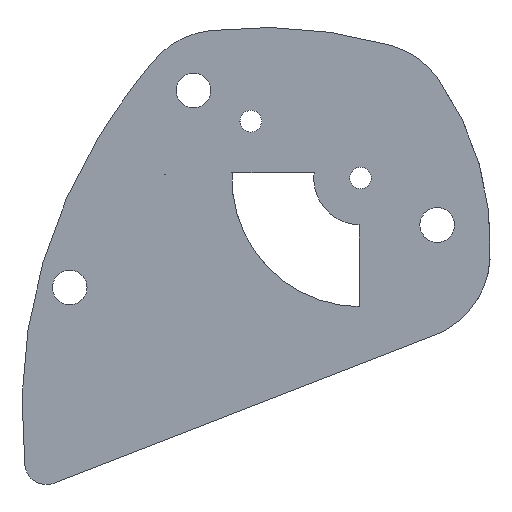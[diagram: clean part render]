
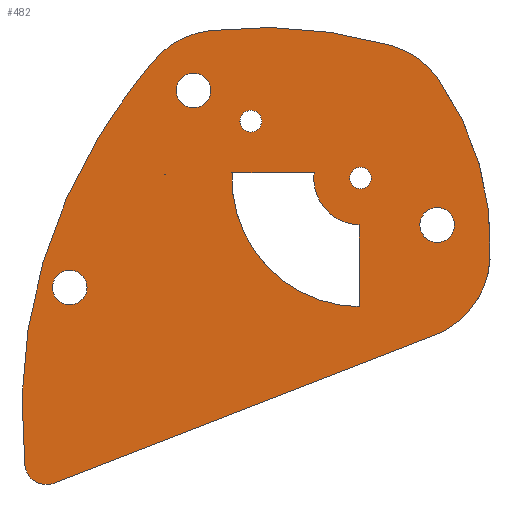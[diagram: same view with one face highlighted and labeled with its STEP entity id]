
A CAD part, front view. The second image highlights one B-rep face of the part: STEP entity #482.
In plain terms, the highlighted planar face has unit normal (-0.002, -1, 0).
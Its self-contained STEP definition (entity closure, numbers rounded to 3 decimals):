
#22=FACE_BOUND('',#93,.T.);
#23=FACE_BOUND('',#94,.T.);
#24=FACE_BOUND('',#95,.T.);
#25=FACE_BOUND('',#96,.T.);
#26=FACE_BOUND('',#97,.T.);
#27=FACE_BOUND('',#98,.T.);
#28=FACE_BOUND('',#99,.T.);
#37=PLANE('',#550);
#61=FACE_OUTER_BOUND('',#92,.T.);
#92=EDGE_LOOP('',(#422,#423,#424,#425,#426,#427,#428,#429,#430,#431));
#93=EDGE_LOOP('',(#432));
#94=EDGE_LOOP('',(#433));
#95=EDGE_LOOP('',(#434));
#96=EDGE_LOOP('',(#435));
#97=EDGE_LOOP('',(#436,#437,#438));
#98=EDGE_LOOP('',(#439));
#99=EDGE_LOOP('',(#440,#441,#442,#443));
#115=LINE('',#773,#151);
#118=LINE('',#781,#154);
#122=LINE('',#793,#158);
#124=LINE('',#797,#160);
#126=LINE('',#800,#162);
#130=LINE('',#815,#166);
#135=LINE('',#830,#171);
#151=VECTOR('',#626,10.);
#154=VECTOR('',#635,10.);
#158=VECTOR('',#649,10.);
#160=VECTOR('',#653,10.);
#162=VECTOR('',#657,10.);
#166=VECTOR('',#675,10.);
#171=VECTOR('',#694,10.);
#172=CIRCLE('',#498,4.);
#174=CIRCLE('',#501,20.);
#177=CIRCLE('',#505,65.414);
#190=CIRCLE('',#520,20.);
#191=CIRCLE('',#522,106.277);
#192=CIRCLE('',#524,20.);
#193=CIRCLE('',#527,29.662);
#194=CIRCLE('',#530,10.786);
#195=CIRCLE('',#532,4.);
#196=CIRCLE('',#537,2.5);
#197=CIRCLE('',#539,2.5);
#198=CIRCLE('',#541,4.);
#199=CIRCLE('',#544,5.);
#200=CIRCLE('',#546,120.);
#201=CIRCLE('',#548,142.5);
#202=VERTEX_POINT('',#699);
#204=VERTEX_POINT('',#705);
#205=VERTEX_POINT('',#706);
#209=VERTEX_POINT('',#716);
#228=VERTEX_POINT('',#758);
#229=VERTEX_POINT('',#762);
#230=VERTEX_POINT('',#766);
#231=VERTEX_POINT('',#770);
#232=VERTEX_POINT('',#772);
#233=VERTEX_POINT('',#776);
#234=VERTEX_POINT('',#780);
#235=VERTEX_POINT('',#786);
#236=VERTEX_POINT('',#790);
#237=VERTEX_POINT('',#792);
#238=VERTEX_POINT('',#796);
#239=VERTEX_POINT('',#802);
#240=VERTEX_POINT('',#806);
#241=VERTEX_POINT('',#810);
#242=VERTEX_POINT('',#814);
#243=VERTEX_POINT('',#818);
#244=VERTEX_POINT('',#822);
#245=VERTEX_POINT('',#826);
#246=EDGE_CURVE('',#202,#202,#172,.T.);
#249=EDGE_CURVE('',#204,#205,#174,.T.);
#255=EDGE_CURVE('',#204,#209,#177,.T.);
#275=EDGE_CURVE('',#228,#209,#190,.T.);
#278=EDGE_CURVE('',#228,#229,#191,.T.);
#279=EDGE_CURVE('',#230,#229,#192,.T.);
#282=EDGE_CURVE('',#232,#231,#115,.T.);
#284=EDGE_CURVE('',#233,#232,#193,.T.);
#286=EDGE_CURVE('',#234,#233,#118,.T.);
#288=EDGE_CURVE('',#231,#234,#194,.T.);
#289=EDGE_CURVE('',#235,#235,#195,.T.);
#292=EDGE_CURVE('',#237,#236,#122,.T.);
#294=EDGE_CURVE('',#238,#237,#124,.T.);
#296=EDGE_CURVE('',#236,#238,#126,.T.);
#297=EDGE_CURVE('',#239,#239,#196,.T.);
#299=EDGE_CURVE('',#240,#240,#197,.T.);
#301=EDGE_CURVE('',#241,#241,#198,.T.);
#303=EDGE_CURVE('',#242,#205,#130,.T.);
#305=EDGE_CURVE('',#243,#242,#199,.T.);
#307=EDGE_CURVE('',#244,#243,#200,.T.);
#309=EDGE_CURVE('',#245,#244,#201,.T.);
#311=EDGE_CURVE('',#230,#245,#135,.T.);
#422=ORIENTED_EDGE('',*,*,#249,.F.);
#423=ORIENTED_EDGE('',*,*,#255,.T.);
#424=ORIENTED_EDGE('',*,*,#275,.F.);
#425=ORIENTED_EDGE('',*,*,#278,.T.);
#426=ORIENTED_EDGE('',*,*,#279,.F.);
#427=ORIENTED_EDGE('',*,*,#311,.T.);
#428=ORIENTED_EDGE('',*,*,#309,.T.);
#429=ORIENTED_EDGE('',*,*,#307,.T.);
#430=ORIENTED_EDGE('',*,*,#305,.T.);
#431=ORIENTED_EDGE('',*,*,#303,.T.);
#432=ORIENTED_EDGE('',*,*,#246,.T.);
#433=ORIENTED_EDGE('',*,*,#301,.T.);
#434=ORIENTED_EDGE('',*,*,#299,.T.);
#435=ORIENTED_EDGE('',*,*,#297,.T.);
#436=ORIENTED_EDGE('',*,*,#296,.T.);
#437=ORIENTED_EDGE('',*,*,#294,.T.);
#438=ORIENTED_EDGE('',*,*,#292,.T.);
#439=ORIENTED_EDGE('',*,*,#289,.T.);
#440=ORIENTED_EDGE('',*,*,#288,.T.);
#441=ORIENTED_EDGE('',*,*,#286,.T.);
#442=ORIENTED_EDGE('',*,*,#284,.T.);
#443=ORIENTED_EDGE('',*,*,#282,.T.);
#482=ADVANCED_FACE('',(#61,#22,#23,#24,#25,#26,#27,#28),#37,.T.);
#498=AXIS2_PLACEMENT_3D('',#700,#555,#556);
#501=AXIS2_PLACEMENT_3D('',#707,#562,#563);
#505=AXIS2_PLACEMENT_3D('',#718,#573,#574);
#520=AXIS2_PLACEMENT_3D('',#759,#610,#611);
#522=AXIS2_PLACEMENT_3D('',#764,#616,#617);
#524=AXIS2_PLACEMENT_3D('',#767,#620,#621);
#527=AXIS2_PLACEMENT_3D('',#777,#630,#631);
#530=AXIS2_PLACEMENT_3D('',#784,#639,#640);
#532=AXIS2_PLACEMENT_3D('',#787,#643,#644);
#537=AXIS2_PLACEMENT_3D('',#803,#660,#661);
#539=AXIS2_PLACEMENT_3D('',#807,#665,#666);
#541=AXIS2_PLACEMENT_3D('',#811,#670,#671);
#544=AXIS2_PLACEMENT_3D('',#819,#679,#680);
#546=AXIS2_PLACEMENT_3D('',#823,#684,#685);
#548=AXIS2_PLACEMENT_3D('',#827,#689,#690);
#550=AXIS2_PLACEMENT_3D('',#831,#695,#696);
#555=DIRECTION('center_axis',(0.002,1.,0.));
#556=DIRECTION('ref_axis',(1.,-0.002,0.));
#562=DIRECTION('center_axis',(0.002,1.,0.));
#563=DIRECTION('ref_axis',(0.809,-0.002,-0.588));
#573=DIRECTION('center_axis',(-0.002,-1.,0.));
#574=DIRECTION('ref_axis',(0.965,-0.002,-0.262));
#610=DIRECTION('center_axis',(0.002,1.,0.));
#611=DIRECTION('ref_axis',(0.578,-0.001,0.816));
#616=DIRECTION('center_axis',(-0.002,-1.,0.));
#617=DIRECTION('ref_axis',(0.713,-0.002,0.701));
#620=DIRECTION('center_axis',(0.002,1.,0.));
#621=DIRECTION('ref_axis',(-0.49,0.001,0.871));
#626=DIRECTION('',(1.,-0.002,0.));
#630=DIRECTION('center_axis',(0.002,1.,0.));
#631=DIRECTION('ref_axis',(1.,-0.002,0.));
#635=DIRECTION('',(0.,0.,-1.));
#639=DIRECTION('center_axis',(-0.002,-1.,0.));
#640=DIRECTION('ref_axis',(1.,-0.002,0.));
#643=DIRECTION('center_axis',(0.002,1.,0.));
#644=DIRECTION('ref_axis',(1.,-0.002,0.));
#649=DIRECTION('',(-0.891,0.002,0.454));
#653=DIRECTION('',(0.888,-0.002,-0.46));
#657=DIRECTION('',(0.457,-0.001,0.889));
#660=DIRECTION('center_axis',(0.002,1.,0.));
#661=DIRECTION('ref_axis',(1.,-0.002,0.));
#665=DIRECTION('center_axis',(0.002,1.,0.));
#666=DIRECTION('ref_axis',(1.,-0.002,0.));
#670=DIRECTION('center_axis',(0.002,1.,0.));
#671=DIRECTION('ref_axis',(1.,-0.002,0.));
#675=DIRECTION('',(0.932,-0.002,0.362));
#679=DIRECTION('center_axis',(-0.002,-1.,0.));
#680=DIRECTION('ref_axis',(-0.994,0.002,-0.107));
#684=DIRECTION('center_axis',(-0.002,-1.,0.));
#685=DIRECTION('ref_axis',(-0.854,0.002,0.521));
#689=DIRECTION('center_axis',(-0.002,-1.,0.));
#690=DIRECTION('ref_axis',(-0.788,0.002,0.615));
#694=DIRECTION('',(-0.615,0.001,-0.788));
#695=DIRECTION('center_axis',(-0.002,-1.,0.));
#696=DIRECTION('ref_axis',(1.,-0.002,0.));
#699=CARTESIAN_POINT('',(145.823,-74.965,155.));
#700=CARTESIAN_POINT('Origin',(149.823,-74.975,155.));
#705=CARTESIAN_POINT('',(218.164,-75.137,116.088));
#706=CARTESIAN_POINT('',(205.443,-75.106,98.597));
#707=CARTESIAN_POINT('Origin',(198.197,-75.089,117.239));
#716=CARTESIAN_POINT('',(206.16,-75.108,157.771));
#718=CARTESIAN_POINT('Origin',(152.859,-74.982,119.851));
#758=CARTESIAN_POINT('',(195.404,-75.083,165.394));
#759=CARTESIAN_POINT('Origin',(189.863,-75.069,146.177));
#762=CARTESIAN_POINT('',(153.516,-74.983,168.824));
#764=CARTESIAN_POINT('Origin',(165.96,-75.013,63.278));
#766=CARTESIAN_POINT('',(140.094,-74.952,161.27));
#767=CARTESIAN_POINT('Origin',(155.858,-74.989,148.961));
#770=CARTESIAN_POINT('',(177.602,-75.04,136.036));
#772=CARTESIAN_POINT('',(158.682,-74.996,136.036));
#773=CARTESIAN_POINT('',(177.602,-75.04,136.036));
#776=CARTESIAN_POINT('',(187.981,-75.065,105.151));
#777=CARTESIAN_POINT('Origin',(188.318,-75.066,134.811));
#780=CARTESIAN_POINT('',(187.981,-75.065,124.03));
#781=CARTESIAN_POINT('',(187.981,-75.065,124.03));
#784=CARTESIAN_POINT('Origin',(188.318,-75.066,134.811));
#786=CARTESIAN_POINT('',(202.,-75.098,124.));
#787=CARTESIAN_POINT('Origin',(206.,-75.108,124.));
#790=CARTESIAN_POINT('',(143.065,-74.959,135.748));
#792=CARTESIAN_POINT('',(143.334,-74.959,135.611));
#793=CARTESIAN_POINT('',(143.334,-74.959,135.611));
#796=CARTESIAN_POINT('',(143.066,-74.959,135.75));
#797=CARTESIAN_POINT('',(143.066,-74.959,135.75));
#800=CARTESIAN_POINT('',(143.065,-74.959,135.748));
#802=CARTESIAN_POINT('',(160.518,-75.,147.932));
#803=CARTESIAN_POINT('Origin',(163.018,-75.006,147.932));
#806=CARTESIAN_POINT('',(185.818,-75.06,134.811));
#807=CARTESIAN_POINT('Origin',(188.318,-75.066,134.811));
#810=CARTESIAN_POINT('',(117.268,-74.898,109.574));
#811=CARTESIAN_POINT('Origin',(121.267,-74.907,109.574));
#814=CARTESIAN_POINT('',(117.701,-74.899,64.495));
#815=CARTESIAN_POINT('',(117.701,-74.899,64.495));
#818=CARTESIAN_POINT('',(110.919,-74.883,68.619));
#819=CARTESIAN_POINT('Origin',(115.89,-74.894,69.155));
#822=CARTESIAN_POINT('',(127.767,-74.922,143.942));
#823=CARTESIAN_POINT('Origin',(230.228,-75.165,81.477));
#826=CARTESIAN_POINT('',(137.122,-74.945,157.465));
#827=CARTESIAN_POINT('Origin',(249.439,-75.211,69.765));
#830=CARTESIAN_POINT('',(185.539,-75.059,219.472));
#831=CARTESIAN_POINT('Origin',(164.25,-75.009,116.855));
